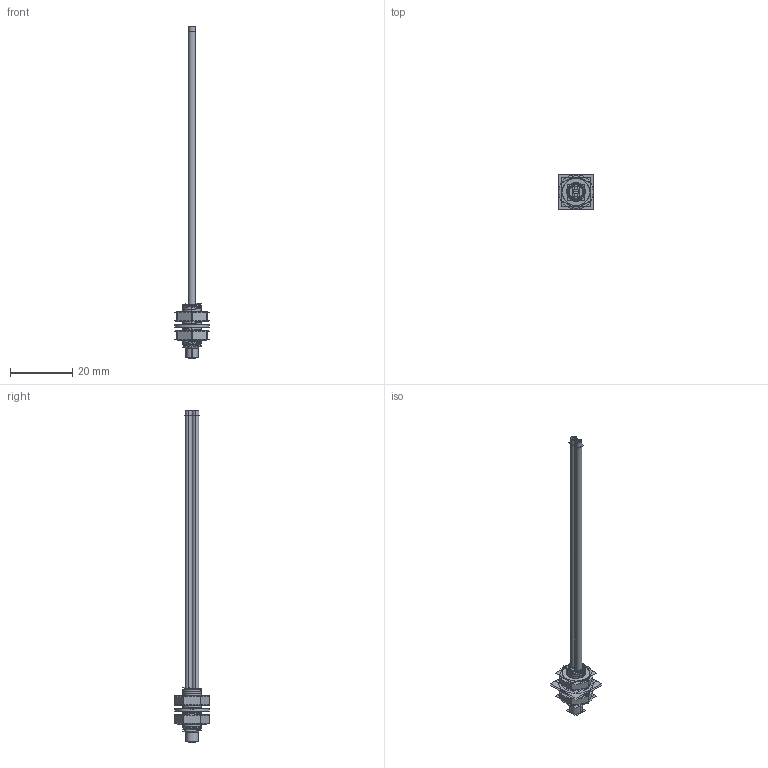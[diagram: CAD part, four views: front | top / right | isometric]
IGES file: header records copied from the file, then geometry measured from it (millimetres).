
Start section:  PTC IGES file: 192752.igs
Global section: file name: 192752.igs; native system: Creo Parametric by Parametric Technology Corporation; preprocessor: 2013230; author: pdmadmin; organization: Unknown; date: 20160209.180018; units: millimetre
Bounding box: 11.44 x 11.44 x 106.5 mm (x, y, z)
Volume: 1094.6 mm3; surface area: 19701.9 mm2
Topology: 8 solids, 10 shells, 318 faces, 1636 edges, 2098 vertices
Faces by surface type: revolution 210, bspline 108
